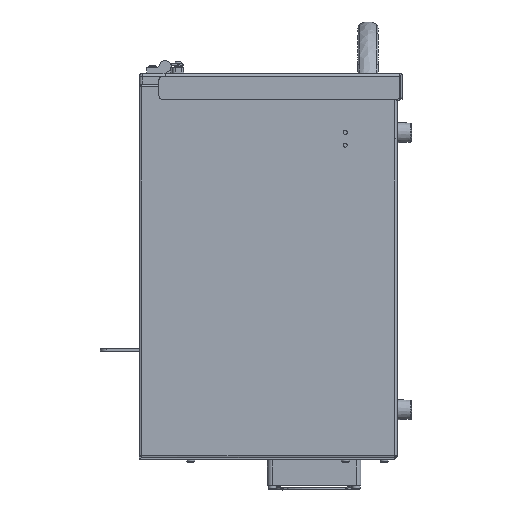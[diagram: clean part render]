
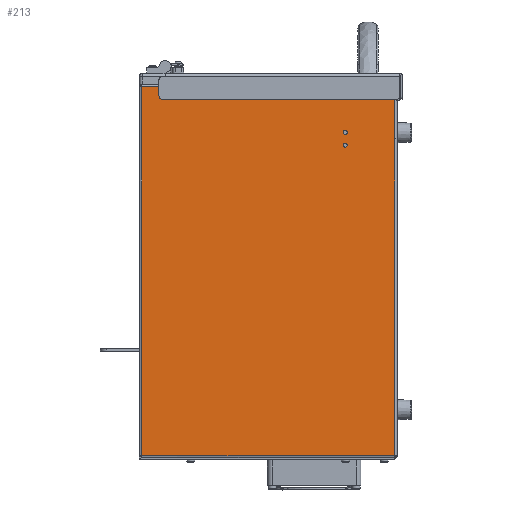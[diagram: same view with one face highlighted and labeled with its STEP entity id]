
A CAD part, left-side view. The second image highlights one B-rep face of the part: STEP entity #213.
In plain terms, the highlighted planar face has unit normal (-1, 0, 0).
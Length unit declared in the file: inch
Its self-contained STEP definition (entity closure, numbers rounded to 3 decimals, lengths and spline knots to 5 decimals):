
#213 = ADVANCED_FACE ( 'NONE', ( #7483, #6880, #28378 ), #31862, .F. ) ;
#1807 = VECTOR ( 'NONE', #22416, 39.37008 ) ;
#3801 = CARTESIAN_POINT ( 'NONE',  ( -7.60358, 11.377, -7.562 ) ) ;
#4193 = EDGE_CURVE ( 'NONE', #7314, #13952, #9533, .T. ) ;
#4657 = ORIENTED_EDGE ( 'NONE', *, *, #4193, .F. ) ;
#6228 = LINE ( 'NONE', #24653, #17307 ) ;
#6394 = ORIENTED_EDGE ( 'NONE', *, *, #31403, .T. ) ;
#6556 = EDGE_CURVE ( 'NONE', #27624, #7314, #7487, .T. ) ;
#6880 = FACE_BOUND ( 'NONE', #12944, .T. ) ;
#7239 = VECTOR ( 'NONE', #39439, 39.37008 ) ;
#7314 = VERTEX_POINT ( 'NONE', #40263 ) ;
#7483 = FACE_BOUND ( 'NONE', #12853, .T. ) ;
#7487 = LINE ( 'NONE', #10568, #7239 ) ;
#9533 = LINE ( 'NONE', #35315, #1807 ) ;
#10568 = CARTESIAN_POINT ( 'NONE',  ( -7.60358, 86.077, 6.845 ) ) ;
#10764 = CARTESIAN_POINT ( 'NONE',  ( -7.60358, 3.56112, 5.077 ) ) ;
#11793 = VERTEX_POINT ( 'NONE', #16658 ) ;
#11796 = CARTESIAN_POINT ( 'NONE',  ( -7.60358, 1.563, -7.469 ) ) ;
#12640 = DIRECTION ( 'NONE',  ( -1., 0., 0. ) ) ;
#12853 = EDGE_LOOP ( 'NONE', ( #37042 ) ) ;
#12944 = EDGE_LOOP ( 'NONE', ( #25013 ) ) ;
#13952 = VERTEX_POINT ( 'NONE', #37780 ) ;
#14987 = ORIENTED_EDGE ( 'NONE', *, *, #35011, .F. ) ;
#15685 = VERTEX_POINT ( 'NONE', #37210 ) ;
#15870 = CARTESIAN_POINT ( 'NONE',  ( -7.60358, 3.483, 4.577 ) ) ;
#16658 = CARTESIAN_POINT ( 'NONE',  ( -7.60358, 11.377, -7.469 ) ) ;
#16912 = DIRECTION ( 'NONE',  ( 0., -1., 0. ) ) ;
#17307 = VECTOR ( 'NONE', #18333, 39.37008 ) ;
#18333 = DIRECTION ( 'NONE',  ( 0., 0., -1. ) ) ;
#19112 = AXIS2_PLACEMENT_3D ( 'NONE', #3801, #39036, #16912 ) ;
#19859 = CARTESIAN_POINT ( 'NONE',  ( -7.60358, 11.377, 6.845 ) ) ;
#22416 = DIRECTION ( 'NONE',  ( 0., 0., -1. ) ) ;
#22425 = EDGE_CURVE ( 'NONE', #15685, #15685, #29658, .T. ) ;
#24294 = DIRECTION ( 'NONE',  ( 0., 1., 0. ) ) ;
#24653 = CARTESIAN_POINT ( 'NONE',  ( -7.60358, 11.377, -7.562 ) ) ;
#24891 = LINE ( 'NONE', #11796, #39377 ) ;
#25013 = ORIENTED_EDGE ( 'NONE', *, *, #22425, .F. ) ;
#25121 = DIRECTION ( 'NONE',  ( 0., 1., 0. ) ) ;
#27283 = CIRCLE ( 'NONE', #33821, 0.07812 ) ;
#27624 = VERTEX_POINT ( 'NONE', #19859 ) ;
#28354 = DIRECTION ( 'NONE',  ( 0., 1., 0. ) ) ;
#28378 = FACE_OUTER_BOUND ( 'NONE', #38768, .T. ) ;
#29658 = CIRCLE ( 'NONE', #39474, 0.07812 ) ;
#31403 = EDGE_CURVE ( 'NONE', #27624, #11793, #6228, .T. ) ;
#31862 = PLANE ( 'NONE',  #19112 ) ;
#32266 = EDGE_CURVE ( 'NONE', #38838, #38838, #27283, .T. ) ;
#33821 = AXIS2_PLACEMENT_3D ( 'NONE', #34355, #12640, #25121 ) ;
#34355 = CARTESIAN_POINT ( 'NONE',  ( -7.60358, 3.483, 5.077 ) ) ;
#35011 = EDGE_CURVE ( 'NONE', #13952, #11793, #24891, .T. ) ;
#35085 = ORIENTED_EDGE ( 'NONE', *, *, #6556, .F. ) ;
#35315 = CARTESIAN_POINT ( 'NONE',  ( -7.60358, 1.563, -7.562 ) ) ;
#37042 = ORIENTED_EDGE ( 'NONE', *, *, #32266, .F. ) ;
#37210 = CARTESIAN_POINT ( 'NONE',  ( -7.60358, 3.56112, 4.577 ) ) ;
#37395 = DIRECTION ( 'NONE',  ( -1., 0., 0. ) ) ;
#37780 = CARTESIAN_POINT ( 'NONE',  ( -7.60358, 1.563, -7.469 ) ) ;
#38768 = EDGE_LOOP ( 'NONE', ( #14987, #4657, #35085, #6394 ) ) ;
#38838 = VERTEX_POINT ( 'NONE', #10764 ) ;
#39036 = DIRECTION ( 'NONE',  ( 1., 0., 0. ) ) ;
#39377 = VECTOR ( 'NONE', #24294, 39.37008 ) ;
#39439 = DIRECTION ( 'NONE',  ( 0., -1., 0. ) ) ;
#39474 = AXIS2_PLACEMENT_3D ( 'NONE', #15870, #37395, #28354 ) ;
#40263 = CARTESIAN_POINT ( 'NONE',  ( -7.60358, 1.563, 6.845 ) ) ;
